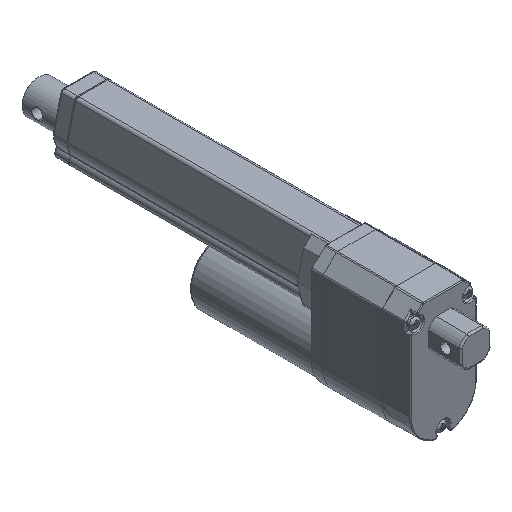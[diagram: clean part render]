
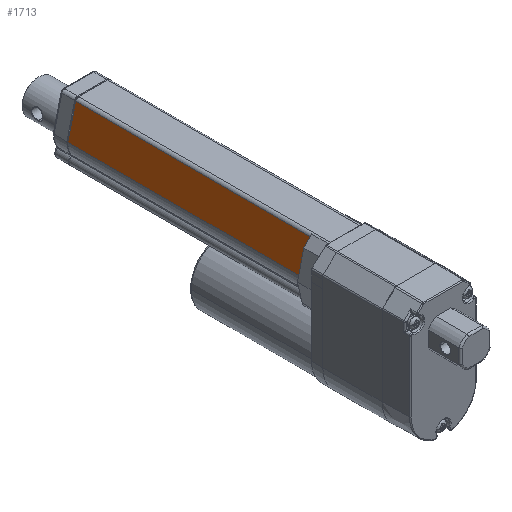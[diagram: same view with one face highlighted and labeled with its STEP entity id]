
A CAD part, isometric view. The second image highlights one B-rep face of the part: STEP entity #1713.
In plain terms, the highlighted planar face has unit normal (-0.972, 0, 0.237).
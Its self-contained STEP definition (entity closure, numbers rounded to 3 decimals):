
#1429=DIRECTION('',(0.237,0.,0.971));
#1430=VECTOR('',#1429,19.272);
#1431=CARTESIAN_POINT('',(-14.902,0.,0.));
#1432=LINE('',#1431,#1430);
#1450=DIRECTION('',(0.,1.,0.));
#1451=VECTOR('',#1450,149.);
#1452=CARTESIAN_POINT('',(-10.333,0.,18.722));
#1453=LINE('',#1452,#1451);
#1454=DIRECTION('',(0.,1.,0.));
#1455=VECTOR('',#1454,149.);
#1456=CARTESIAN_POINT('',(-14.902,0.,0.));
#1457=LINE('',#1456,#1455);
#1512=DIRECTION('',(0.237,0.,0.971));
#1513=VECTOR('',#1512,19.272);
#1514=CARTESIAN_POINT('',(-14.902,149.,0.));
#1515=LINE('',#1514,#1513);
#1587=CARTESIAN_POINT('',(-14.902,0.,0.));
#1588=VERTEX_POINT('',#1587);
#1589=CARTESIAN_POINT('',(-10.333,0.,18.722));
#1590=VERTEX_POINT('',#1589);
#1615=CARTESIAN_POINT('',(-14.902,149.,0.));
#1616=VERTEX_POINT('',#1615);
#1617=CARTESIAN_POINT('',(-10.333,149.,18.722));
#1618=VERTEX_POINT('',#1617);
#1700=CARTESIAN_POINT('',(-14.902,0.,0.));
#1701=DIRECTION('',(-0.971,0.,0.237));
#1702=DIRECTION('',(0.237,0.,0.971));
#1703=AXIS2_PLACEMENT_3D('',#1700,#1701,#1702);
#1704=PLANE('',#1703);
#1705=ORIENTED_EDGE('',*,*,#1648,.F.);
#1707=ORIENTED_EDGE('',*,*,#1706,.T.);
#1709=ORIENTED_EDGE('',*,*,#1708,.T.);
#1710=ORIENTED_EDGE('',*,*,#1692,.F.);
#1711=EDGE_LOOP('',(#1705,#1707,#1709,#1710));
#1712=FACE_OUTER_BOUND('',#1711,.F.);
#1648=EDGE_CURVE('',#1588,#1590,#1432,.T.);
#1692=EDGE_CURVE('',#1590,#1618,#1453,.T.);
#1706=EDGE_CURVE('',#1588,#1616,#1457,.T.);
#1708=EDGE_CURVE('',#1616,#1618,#1515,.T.);
#1713=ADVANCED_FACE('',(#1712),#1704,.T.);
